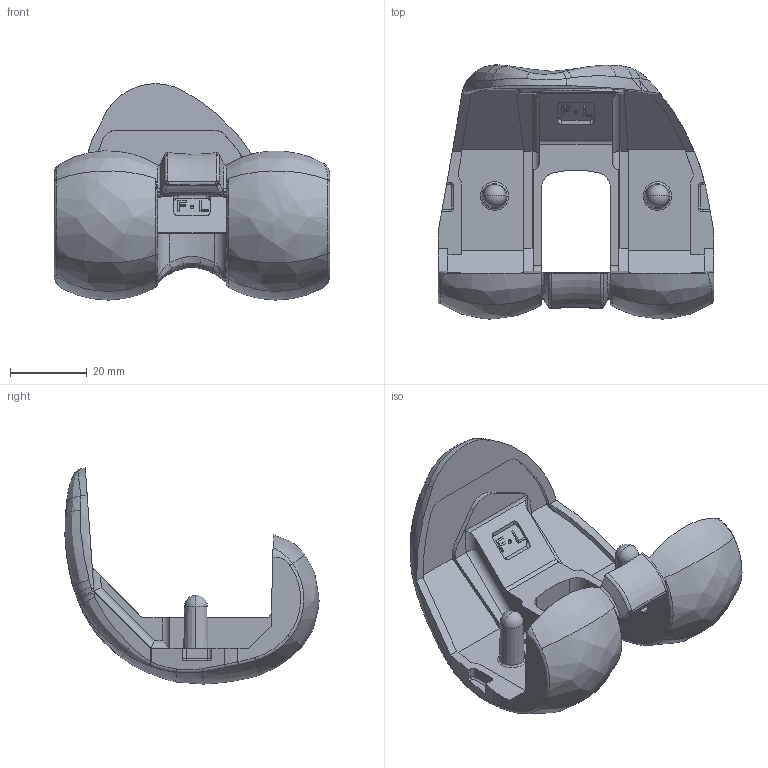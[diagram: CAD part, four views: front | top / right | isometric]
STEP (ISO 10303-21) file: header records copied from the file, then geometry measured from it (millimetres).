
FILE_DESCRIPTION((''),'2;1');
FILE_NAME('FIMORAL_FL','2017-03-24T',('栫謾樥'),(''),'CREO PARAMETRIC BY PTC INC, 2016260','CREO PARAMETRIC BY PTC INC, 2016260','');
FILE_SCHEMA(('AUTOMOTIVE_DESIGN { 1 0 10303 214 1 1 1 1 }'));
Length unit declared in the file: millimetre
Products named in the file (1): FIMORAL_FL
Bounding box: 72 x 66.43 x 56.51 mm (x, y, z)
Volume: 41843 mm3; surface area: 17038 mm2
Topology: 1 solids, 2 shells, 309 faces, 781 edges, 476 vertices
Faces by surface type: plane 99, bspline 98, cylinder 57, torus 34, extrusion 9, cone 6, sphere 6
Entity records: 16651 total; most frequent: CARTESIAN_POINT 7162, ORIENTED_EDGE 1554, DIRECTION 1226, PRESENTATION_STYLE_ASSIGNMENT 807, STYLED_ITEM 807, CURVE_STYLE 806, EDGE_CURVE 777, VERTEX_POINT 476
